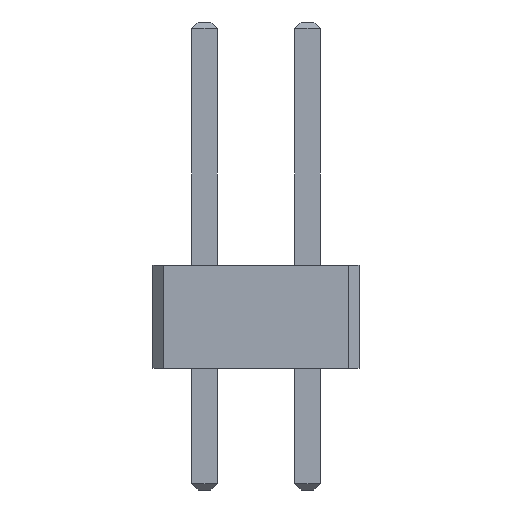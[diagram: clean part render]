
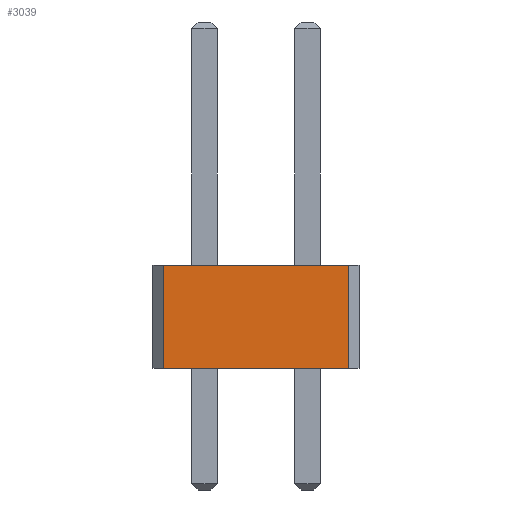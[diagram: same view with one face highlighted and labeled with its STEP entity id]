
A CAD part, front view. The second image highlights one B-rep face of the part: STEP entity #3039.
In plain terms, the highlighted planar face has unit normal (0, -1, 0).
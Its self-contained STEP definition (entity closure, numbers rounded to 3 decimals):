
#289 = PLANE('',#290);
#290 = AXIS2_PLACEMENT_3D('',#291,#292,#293);
#291 = CARTESIAN_POINT('',(0.5,-1.5,0.));
#292 = DIRECTION('',(-0.,-0.,-1.));
#293 = DIRECTION('',(-1.,0.,0.));
#905 = VERTEX_POINT('',#906);
#906 = CARTESIAN_POINT('',(1.4,-3.5,0.));
#920 = PLANE('',#921);
#921 = AXIS2_PLACEMENT_3D('',#922,#923,#924);
#922 = CARTESIAN_POINT('',(1.45,-3.45,0.5));
#923 = DIRECTION('',(0.707,-0.707,0.)
  );
#924 = DIRECTION('',(-0.707,-0.707,0.
    ));
#932 = EDGE_CURVE('',#905,#933,#935,.T.);
#933 = VERTEX_POINT('',#934);
#934 = CARTESIAN_POINT('',(-0.4,-3.5,0.));
#935 = SURFACE_CURVE('',#936,(#940,#947),.PCURVE_S1.);
#936 = LINE('',#937,#938);
#937 = CARTESIAN_POINT('',(1.4,-3.5,0.));
#938 = VECTOR('',#939,1.);
#939 = DIRECTION('',(-1.,0.,0.));
#940 = PCURVE('',#289,#941);
#941 = DEFINITIONAL_REPRESENTATION('',(#942),#946);
#942 = LINE('',#943,#944);
#943 = CARTESIAN_POINT('',(-0.9,-2.));
#944 = VECTOR('',#945,1.);
#945 = DIRECTION('',(1.,0.));
#946 = ( GEOMETRIC_REPRESENTATION_CONTEXT(2) 
PARAMETRIC_REPRESENTATION_CONTEXT() REPRESENTATION_CONTEXT('2D SPACE',''
  ) );
#947 = PCURVE('',#948,#953);
#948 = PLANE('',#949);
#949 = AXIS2_PLACEMENT_3D('',#950,#951,#952);
#950 = CARTESIAN_POINT('',(0.5,-3.5,0.5));
#951 = DIRECTION('',(-0.,-1.,-0.));
#952 = DIRECTION('',(0.,0.,-1.));
#953 = DEFINITIONAL_REPRESENTATION('',(#954),#958);
#954 = LINE('',#955,#956);
#955 = CARTESIAN_POINT('',(0.5,0.9));
#956 = VECTOR('',#957,1.);
#957 = DIRECTION('',(0.,-1.));
#958 = ( GEOMETRIC_REPRESENTATION_CONTEXT(2) 
PARAMETRIC_REPRESENTATION_CONTEXT() REPRESENTATION_CONTEXT('2D SPACE',''
  ) );
#976 = PLANE('',#977);
#977 = AXIS2_PLACEMENT_3D('',#978,#979,#980);
#978 = CARTESIAN_POINT('',(-0.45,-3.45,0.5));
#979 = DIRECTION('',(-0.707,-0.707,0.)
  );
#980 = DIRECTION('',(-0.707,0.707,0.));
#2146 = PLANE('',#2147);
#2147 = AXIS2_PLACEMENT_3D('',#2148,#2149,#2150);
#2148 = CARTESIAN_POINT('',(0.5,-1.5,1.));
#2149 = DIRECTION('',(0.,0.,1.));
#2150 = DIRECTION('',(1.,0.,0.));
#2947 = EDGE_CURVE('',#933,#2948,#2950,.T.);
#2948 = VERTEX_POINT('',#2949);
#2949 = CARTESIAN_POINT('',(-0.4,-3.5,1.));
#2950 = SURFACE_CURVE('',#2951,(#2955,#2962),.PCURVE_S1.);
#2951 = LINE('',#2952,#2953);
#2952 = CARTESIAN_POINT('',(-0.4,-3.5,0.));
#2953 = VECTOR('',#2954,1.);
#2954 = DIRECTION('',(0.,0.,1.));
#2955 = PCURVE('',#976,#2956);
#2956 = DEFINITIONAL_REPRESENTATION('',(#2957),#2961);
#2957 = LINE('',#2958,#2959);
#2958 = CARTESIAN_POINT('',(-0.071,0.5));
#2959 = VECTOR('',#2960,1.);
#2960 = DIRECTION('',(0.,-1.));
#2961 = ( GEOMETRIC_REPRESENTATION_CONTEXT(2) 
PARAMETRIC_REPRESENTATION_CONTEXT() REPRESENTATION_CONTEXT('2D SPACE',''
  ) );
#2962 = PCURVE('',#948,#2963);
#2963 = DEFINITIONAL_REPRESENTATION('',(#2964),#2968);
#2964 = LINE('',#2965,#2966);
#2965 = CARTESIAN_POINT('',(0.5,-0.9));
#2966 = VECTOR('',#2967,1.);
#2967 = DIRECTION('',(-1.,0.));
#2968 = ( GEOMETRIC_REPRESENTATION_CONTEXT(2) 
PARAMETRIC_REPRESENTATION_CONTEXT() REPRESENTATION_CONTEXT('2D SPACE',''
  ) );
#3039 = ADVANCED_FACE('',(#3040),#948,.T.);
#3040 = FACE_BOUND('',#3041,.T.);
#3041 = EDGE_LOOP('',(#3042,#3043,#3044,#3067));
#3042 = ORIENTED_EDGE('',*,*,#2947,.F.);
#3043 = ORIENTED_EDGE('',*,*,#932,.F.);
#3044 = ORIENTED_EDGE('',*,*,#3045,.T.);
#3045 = EDGE_CURVE('',#905,#3046,#3048,.T.);
#3046 = VERTEX_POINT('',#3047);
#3047 = CARTESIAN_POINT('',(1.4,-3.5,1.));
#3048 = SURFACE_CURVE('',#3049,(#3053,#3060),.PCURVE_S1.);
#3049 = LINE('',#3050,#3051);
#3050 = CARTESIAN_POINT('',(1.4,-3.5,0.));
#3051 = VECTOR('',#3052,1.);
#3052 = DIRECTION('',(0.,0.,1.));
#3053 = PCURVE('',#948,#3054);
#3054 = DEFINITIONAL_REPRESENTATION('',(#3055),#3059);
#3055 = LINE('',#3056,#3057);
#3056 = CARTESIAN_POINT('',(0.5,0.9));
#3057 = VECTOR('',#3058,1.);
#3058 = DIRECTION('',(-1.,0.));
#3059 = ( GEOMETRIC_REPRESENTATION_CONTEXT(2) 
PARAMETRIC_REPRESENTATION_CONTEXT() REPRESENTATION_CONTEXT('2D SPACE',''
  ) );
#3060 = PCURVE('',#920,#3061);
#3061 = DEFINITIONAL_REPRESENTATION('',(#3062),#3066);
#3062 = LINE('',#3063,#3064);
#3063 = CARTESIAN_POINT('',(0.071,0.5));
#3064 = VECTOR('',#3065,1.);
#3065 = DIRECTION('',(0.,-1.));
#3066 = ( GEOMETRIC_REPRESENTATION_CONTEXT(2) 
PARAMETRIC_REPRESENTATION_CONTEXT() REPRESENTATION_CONTEXT('2D SPACE',''
  ) );
#3067 = ORIENTED_EDGE('',*,*,#3068,.F.);
#3068 = EDGE_CURVE('',#2948,#3046,#3069,.T.);
#3069 = SURFACE_CURVE('',#3070,(#3074,#3081),.PCURVE_S1.);
#3070 = LINE('',#3071,#3072);
#3071 = CARTESIAN_POINT('',(-0.4,-3.5,1.));
#3072 = VECTOR('',#3073,1.);
#3073 = DIRECTION('',(1.,0.,0.));
#3074 = PCURVE('',#948,#3075);
#3075 = DEFINITIONAL_REPRESENTATION('',(#3076),#3080);
#3076 = LINE('',#3077,#3078);
#3077 = CARTESIAN_POINT('',(-0.5,-0.9));
#3078 = VECTOR('',#3079,1.);
#3079 = DIRECTION('',(0.,1.));
#3080 = ( GEOMETRIC_REPRESENTATION_CONTEXT(2) 
PARAMETRIC_REPRESENTATION_CONTEXT() REPRESENTATION_CONTEXT('2D SPACE',''
  ) );
#3081 = PCURVE('',#2146,#3082);
#3082 = DEFINITIONAL_REPRESENTATION('',(#3083),#3087);
#3083 = LINE('',#3084,#3085);
#3084 = CARTESIAN_POINT('',(-0.9,-2.));
#3085 = VECTOR('',#3086,1.);
#3086 = DIRECTION('',(1.,0.));
#3087 = ( GEOMETRIC_REPRESENTATION_CONTEXT(2) 
PARAMETRIC_REPRESENTATION_CONTEXT() REPRESENTATION_CONTEXT('2D SPACE',''
  ) );
